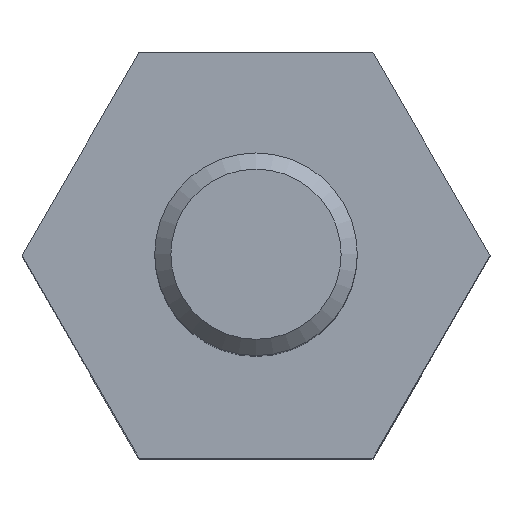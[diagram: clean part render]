
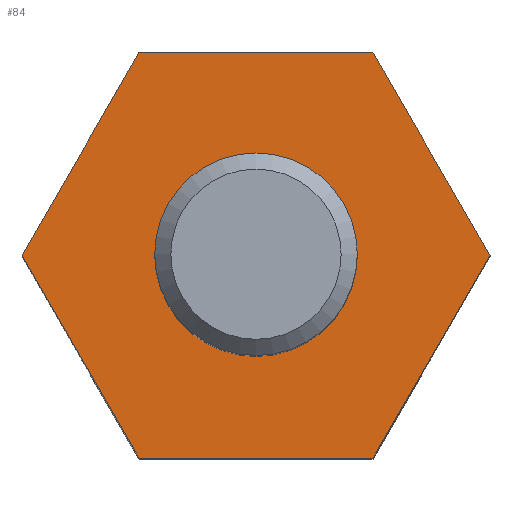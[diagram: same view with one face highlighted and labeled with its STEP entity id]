
A CAD part, top view. The second image highlights one B-rep face of the part: STEP entity #84.
In plain terms, the highlighted planar face has unit normal (0, 0, 1).
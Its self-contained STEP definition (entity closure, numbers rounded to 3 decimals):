
#84 = ADVANCED_FACE( '', ( #177, #178 ), #179, .T. );
#177 = FACE_BOUND( '', #275, .T. );
#178 = FACE_OUTER_BOUND( '', #276, .T. );
#179 = PLANE( '', #277 );
#275 = EDGE_LOOP( '', ( #434 ) );
#276 = EDGE_LOOP( '', ( #435, #436, #437, #438, #439, #440 ) );
#277 = AXIS2_PLACEMENT_3D( '', #441, #442, #443 );
#434 = ORIENTED_EDGE( '', *, *, #531, .T. );
#435 = ORIENTED_EDGE( '', *, *, #534, .T. );
#436 = ORIENTED_EDGE( '', *, *, #551, .T. );
#437 = ORIENTED_EDGE( '', *, *, #521, .T. );
#438 = ORIENTED_EDGE( '', *, *, #516, .T. );
#439 = ORIENTED_EDGE( '', *, *, #554, .T. );
#440 = ORIENTED_EDGE( '', *, *, #556, .T. );
#441 = CARTESIAN_POINT( '', ( 0., 0., 4.5 ) );
#442 = DIRECTION( '', ( 0., 0., 1. ) );
#443 = DIRECTION( '', ( 1., 0., 0. ) );
#516 = EDGE_CURVE( '', #597, #595, #598, .T. );
#521 = EDGE_CURVE( '', #605, #597, #606, .T. );
#531 = EDGE_CURVE( '', #621, #621, #622, .F. );
#534 = EDGE_CURVE( '', #626, #624, #627, .T. );
#551 = EDGE_CURVE( '', #624, #605, #649, .T. );
#554 = EDGE_CURVE( '', #595, #651, #653, .T. );
#556 = EDGE_CURVE( '', #651, #626, #655, .T. );
#595 = VERTEX_POINT( '', #699 );
#597 = VERTEX_POINT( '', #702 );
#598 = LINE( '', #703, #704 );
#605 = VERTEX_POINT( '', #714 );
#606 = LINE( '', #715, #716 );
#621 = VERTEX_POINT( '', #733 );
#622 = CIRCLE( '', #734, 1.1 );
#624 = VERTEX_POINT( '', #736 );
#626 = VERTEX_POINT( '', #739 );
#627 = LINE( '', #740, #741 );
#649 = LINE( '', #767, #768 );
#651 = VERTEX_POINT( '', #770 );
#653 = LINE( '', #773, #774 );
#655 = LINE( '', #776, #777 );
#699 = CARTESIAN_POINT( '', ( 1.443, -2.5, 4.5 ) );
#702 = CARTESIAN_POINT( '', ( -1.443, -2.5, 4.5 ) );
#703 = CARTESIAN_POINT( '', ( -1.443, -2.5, 4.5 ) );
#704 = VECTOR( '', #811, 1000. );
#714 = CARTESIAN_POINT( '', ( -2.887, 0., 4.5 ) );
#715 = CARTESIAN_POINT( '', ( -2.887, 0., 4.5 ) );
#716 = VECTOR( '', #815, 1000. );
#733 = CARTESIAN_POINT( '', ( 1.1, 0., 4.5 ) );
#734 = AXIS2_PLACEMENT_3D( '', #830, #831, #832 );
#736 = CARTESIAN_POINT( '', ( -1.443, 2.5, 4.5 ) );
#739 = CARTESIAN_POINT( '', ( 1.443, 2.5, 4.5 ) );
#740 = CARTESIAN_POINT( '', ( 1.443, 2.5, 4.5 ) );
#741 = VECTOR( '', #834, 1000. );
#767 = CARTESIAN_POINT( '', ( -1.443, 2.5, 4.5 ) );
#768 = VECTOR( '', #860, 1000. );
#770 = CARTESIAN_POINT( '', ( 2.887, 0., 4.5 ) );
#773 = CARTESIAN_POINT( '', ( 1.443, -2.5, 4.5 ) );
#774 = VECTOR( '', #862, 1000. );
#776 = CARTESIAN_POINT( '', ( 2.887, 0., 4.5 ) );
#777 = VECTOR( '', #863, 1000. );
#811 = DIRECTION( '', ( 1., 0., 0. ) );
#815 = DIRECTION( '', ( 0.5, -0.866, 0. ) );
#830 = CARTESIAN_POINT( '', ( 0., 0., 4.5 ) );
#831 = DIRECTION( '', ( 0., 0., 1. ) );
#832 = DIRECTION( '', ( 1., 0., 0. ) );
#834 = DIRECTION( '', ( -1., 0., 0. ) );
#860 = DIRECTION( '', ( -0.5, -0.866, 0. ) );
#862 = DIRECTION( '', ( 0.5, 0.866, 0. ) );
#863 = DIRECTION( '', ( -0.5, 0.866, 0. ) );
